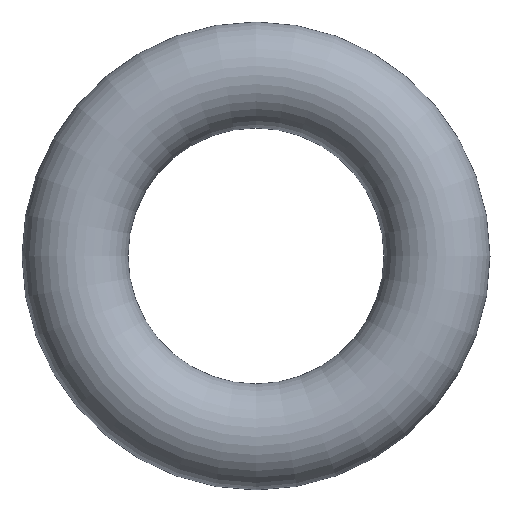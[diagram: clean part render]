
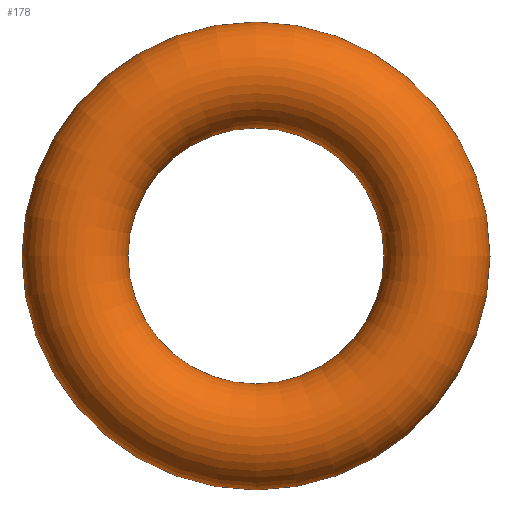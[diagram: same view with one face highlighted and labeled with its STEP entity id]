
A CAD part, top view. The second image highlights one B-rep face of the part: STEP entity #178.
In plain terms, the highlighted toroidal (fillet/blend) face has major radius 141.421 mm and minor radius 41.421 mm.
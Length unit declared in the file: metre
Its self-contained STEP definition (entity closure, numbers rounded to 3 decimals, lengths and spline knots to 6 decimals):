
#178 = ADVANCED_FACE( '', ( #194 ), #195, .T. );
#194 = FACE_BOUND( '', #198, .T. );
#195 = TOROIDAL_SURFACE( '', #199, 0.141421, 0.041421 );
#198 = VERTEX_LOOP( '', #201 );
#199 = AXIS2_PLACEMENT_3D( '', #202, #203, #204 );
#201 = VERTEX_POINT( '', #205 );
#202 = CARTESIAN_POINT( '', ( 0., 0., 0. ) );
#203 = DIRECTION( '', ( 0., 0., 1. ) );
#204 = DIRECTION( '', ( 1., 0., 0. ) );
#205 = CARTESIAN_POINT( '', ( 0.182843, 0., 0. ) );
